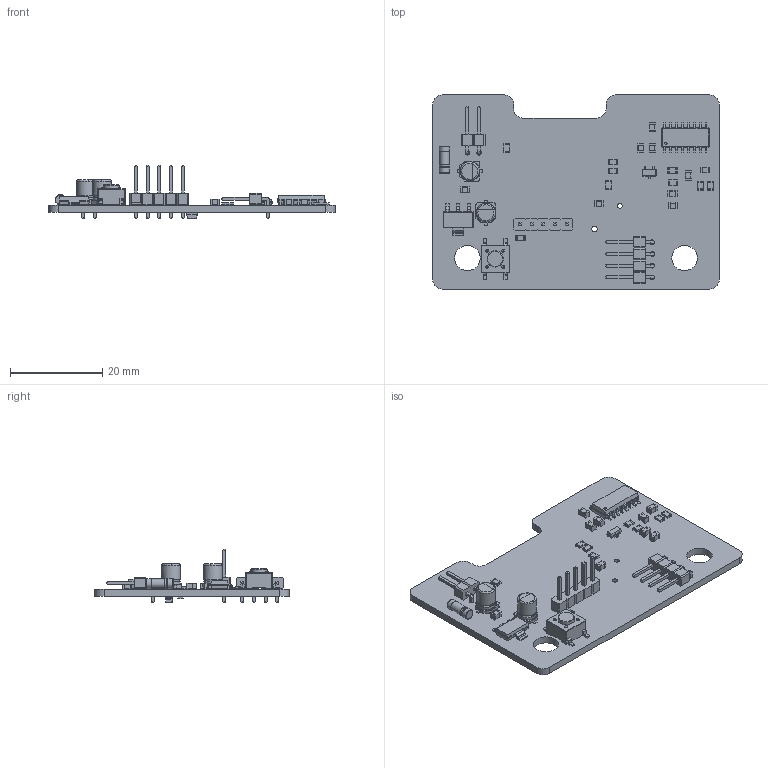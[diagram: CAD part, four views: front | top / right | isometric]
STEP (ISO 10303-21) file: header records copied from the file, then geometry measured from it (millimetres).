
FILE_DESCRIPTION(('KiCad electronic assembly'),'2;1');
FILE_NAME('coffee-scale.step','2019-02-10T14:32:16',('An Author'),( 'A Company'),'Open CASCADE STEP processor 6.9', 'KiCad to STEP converter','Unknown');
FILE_SCHEMA(('AUTOMOTIVE_DESIGN { 1 0 10303 214 1 1 1 1 }'));
Length unit declared in the file: millimetre
Products named in the file (58): Open CASCADE STEP translator 6.9 1; LW_M673_20081021_geometry; FACE; R_0805_2012Metric; SOLID; PinHeader_1x04_P2.54mm_Horizontal; PinHeader_1x02_P2.54mm_Horizontal; ESP-07v2; CP_Elec_4x5.4; D_MELF; SW_SPST_PTS645; C_0805_2012Metric; SOT-23; SOP-16_4.4x10.4mm_P1.27mm; PinHeader_1x05_P2.54mm_Vertical; SOT-223; COMPOUND
Assembly tree (75 placements, depth 3):
  Open CASCADE STEP translator 6.9 1
    LW_M673_20081021_geometry
      FACE
      FACE
      FACE
      FACE
      FACE
      FACE
      FACE
      FACE
      FACE
      FACE
      FACE
      FACE
      FACE
      FACE
      FACE
      FACE
      FACE
      FACE
      FACE
      FACE
      FACE
      FACE
      FACE
      FACE
      FACE
      FACE
      FACE
      FACE
      FACE
      FACE
      FACE
      FACE
    R_0805_2012Metric  x10
      SOLID
    PinHeader_1x04_P2.54mm_Horizontal
      SOLID
    PinHeader_1x02_P2.54mm_Horizontal
      SOLID
    ESP-07v2
    CP_Elec_4x5.4  x2
      SOLID
    D_MELF
      SOLID
    SW_SPST_PTS645
      SOLID
    C_0805_2012Metric  x9
      SOLID
    SOT-23
      SOLID
    SOP-16_4.4x10.4mm_P1.27mm
      SOLID
    PinHeader_1x05_P2.54mm_Vertical
      SOLID
    SOT-223
      SOLID
    COMPOUND
Bounding box: 62 x 42 x 11.54 mm (x, y, z)
Volume: 4583.2 mm3; surface area: 6925.6 mm2
Topology: 30 solids, 62 shells, 1493 faces, 4005 edges, 2660 vertices
Faces by surface type: plane 993, cylinder 364, bspline 119, torus 8, revolution 8, cone 1
Full cylindrical faces by diameter (mm): 0.5 x1, 0.6 x4, 1 x12, 1.199 x1, 2.1 x2, 2.12 x1, 2.2 x2, 3.5 x1, 4 x4, 5.5 x2
Entity records: 73013 total; most frequent: CARTESIAN_POINT 13498, DIRECTION 9317, LINE 6422, VECTOR 6422, ORIENTED_EDGE 5135, PCURVE 5135, DEFINITIONAL_REPRESENTATION 5135, EDGE_CURVE 2714
